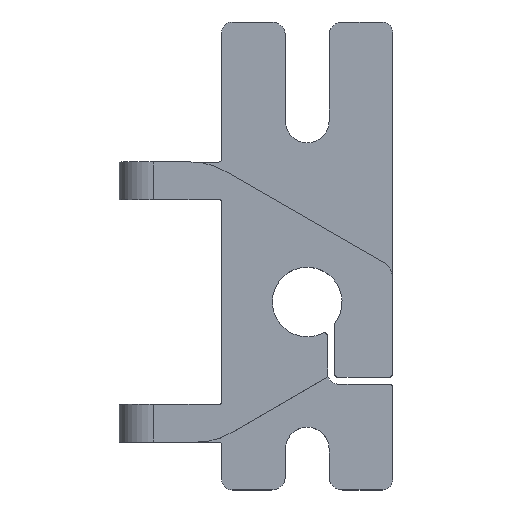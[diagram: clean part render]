
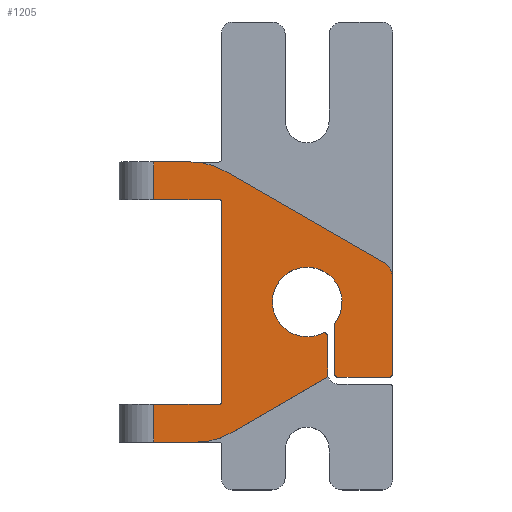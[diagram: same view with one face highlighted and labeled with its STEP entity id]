
A CAD part, top view. The second image highlights one B-rep face of the part: STEP entity #1205.
In plain terms, the highlighted planar face has unit normal (0, 0, 1).
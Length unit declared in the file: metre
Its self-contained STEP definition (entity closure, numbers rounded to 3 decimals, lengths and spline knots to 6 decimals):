
#23=CIRCLE('',#1252,0.0025);
#45=CIRCLE('',#1291,0.0005);
#47=CIRCLE('',#1294,0.0005);
#49=CIRCLE('',#1298,0.0005);
#61=CIRCLE('',#1319,0.01);
#67=CIRCLE('',#1329,0.0005);
#68=CIRCLE('',#1330,0.0005);
#69=CIRCLE('',#1331,0.0005);
#70=CIRCLE('',#1332,0.01);
#71=CIRCLE('',#1333,0.0005);
#72=CIRCLE('',#1334,0.0051);
#295=ORIENTED_EDGE('',*,*,#590,.F.);
#296=ORIENTED_EDGE('',*,*,#591,.F.);
#297=ORIENTED_EDGE('',*,*,#544,.T.);
#298=ORIENTED_EDGE('',*,*,#543,.F.);
#299=ORIENTED_EDGE('',*,*,#534,.T.);
#300=ORIENTED_EDGE('',*,*,#522,.F.);
#301=ORIENTED_EDGE('',*,*,#488,.T.);
#302=ORIENTED_EDGE('',*,*,#565,.F.);
#303=ORIENTED_EDGE('',*,*,#574,.F.);
#304=ORIENTED_EDGE('',*,*,#573,.F.);
#305=ORIENTED_EDGE('',*,*,#493,.T.);
#306=ORIENTED_EDGE('',*,*,#592,.F.);
#307=ORIENTED_EDGE('',*,*,#593,.F.);
#308=ORIENTED_EDGE('',*,*,#594,.F.);
#309=ORIENTED_EDGE('',*,*,#595,.F.);
#310=ORIENTED_EDGE('',*,*,#596,.F.);
#311=ORIENTED_EDGE('',*,*,#499,.T.);
#312=ORIENTED_EDGE('',*,*,#597,.F.);
#313=ORIENTED_EDGE('',*,*,#598,.F.);
#314=ORIENTED_EDGE('',*,*,#589,.F.);
#315=ORIENTED_EDGE('',*,*,#537,.T.);
#316=ORIENTED_EDGE('',*,*,#599,.F.);
#317=ORIENTED_EDGE('',*,*,#600,.F.);
#318=ORIENTED_EDGE('',*,*,#601,.F.);
#488=EDGE_CURVE('',#662,#663,#23,.T.);
#493=EDGE_CURVE('',#668,#667,#781,.T.);
#499=EDGE_CURVE('',#670,#673,#784,.T.);
#522=EDGE_CURVE('',#662,#687,#798,.T.);
#534=EDGE_CURVE('',#700,#687,#45,.T.);
#537=EDGE_CURVE('',#702,#703,#47,.T.);
#543=EDGE_CURVE('',#700,#706,#808,.T.);
#544=EDGE_CURVE('',#708,#706,#49,.T.);
#565=EDGE_CURVE('',#720,#663,#820,.T.);
#573=EDGE_CURVE('',#668,#724,#826,.T.);
#574=EDGE_CURVE('',#724,#720,#61,.T.);
#589=EDGE_CURVE('',#702,#734,#836,.T.);
#590=EDGE_CURVE('',#735,#736,#67,.T.);
#591=EDGE_CURVE('',#708,#735,#837,.T.);
#592=EDGE_CURVE('',#737,#667,#838,.T.);
#593=EDGE_CURVE('',#738,#737,#68,.T.);
#594=EDGE_CURVE('',#739,#738,#839,.T.);
#595=EDGE_CURVE('',#740,#739,#69,.T.);
#596=EDGE_CURVE('',#670,#740,#840,.T.);
#597=EDGE_CURVE('',#741,#673,#841,.T.);
#598=EDGE_CURVE('',#734,#741,#70,.T.);
#599=EDGE_CURVE('',#742,#703,#842,.T.);
#600=EDGE_CURVE('',#743,#742,#71,.T.);
#601=EDGE_CURVE('',#736,#743,#72,.T.);
#662=VERTEX_POINT('',#1794);
#663=VERTEX_POINT('',#1795);
#667=VERTEX_POINT('',#1804);
#668=VERTEX_POINT('',#1806);
#670=VERTEX_POINT('',#1812);
#673=VERTEX_POINT('',#1817);
#687=VERTEX_POINT('',#1859);
#700=VERTEX_POINT('',#1895);
#702=VERTEX_POINT('',#1901);
#703=VERTEX_POINT('',#1902);
#706=VERTEX_POINT('',#1910);
#708=VERTEX_POINT('',#1916);
#720=VERTEX_POINT('',#1953);
#724=VERTEX_POINT('',#1967);
#734=VERTEX_POINT('',#1998);
#735=VERTEX_POINT('',#2002);
#736=VERTEX_POINT('',#2003);
#737=VERTEX_POINT('',#2006);
#738=VERTEX_POINT('',#2008);
#739=VERTEX_POINT('',#2010);
#740=VERTEX_POINT('',#2012);
#741=VERTEX_POINT('',#2015);
#742=VERTEX_POINT('',#2018);
#743=VERTEX_POINT('',#2020);
#781=LINE('',#1805,#888);
#784=LINE('',#1818,#891);
#798=LINE('',#1863,#905);
#808=LINE('',#1913,#915);
#820=LINE('',#1954,#927);
#826=LINE('',#1969,#933);
#836=LINE('',#1999,#943);
#837=LINE('',#2004,#944);
#838=LINE('',#2005,#945);
#839=LINE('',#2009,#946);
#840=LINE('',#2013,#947);
#841=LINE('',#2014,#948);
#842=LINE('',#2017,#949);
#888=VECTOR('',#1419,1.);
#891=VECTOR('',#1430,1.);
#905=VECTOR('',#1476,1.);
#915=VECTOR('',#1528,1.);
#927=VECTOR('',#1572,1.);
#933=VECTOR('',#1588,1.);
#943=VECTOR('',#1618,1.);
#944=VECTOR('',#1623,1.);
#945=VECTOR('',#1624,1.);
#946=VECTOR('',#1627,1.);
#947=VECTOR('',#1630,1.);
#948=VECTOR('',#1631,1.);
#949=VECTOR('',#1634,1.);
#1022=EDGE_LOOP('',(#295,#296,#297,#298,#299,#300,#301,#302,#303,#304,#305,
#306,#307,#308,#309,#310,#311,#312,#313,#314,#315,#316,#317,#318));
#1102=FACE_BOUND('',#1022,.T.);
#1155=PLANE('',#1328);
#1205=ADVANCED_FACE('',(#1102),#1155,.F.);
#1252=AXIS2_PLACEMENT_3D('',#1793,#1409,#1410);
#1291=AXIS2_PLACEMENT_3D('',#1894,#1511,#1512);
#1294=AXIS2_PLACEMENT_3D('',#1900,#1518,#1519);
#1298=AXIS2_PLACEMENT_3D('',#1915,#1531,#1532);
#1319=AXIS2_PLACEMENT_3D('',#1971,#1591,#1592);
#1328=AXIS2_PLACEMENT_3D('',#2000,#1619,#1620);
#1329=AXIS2_PLACEMENT_3D('',#2001,#1621,#1622);
#1330=AXIS2_PLACEMENT_3D('',#2007,#1625,#1626);
#1331=AXIS2_PLACEMENT_3D('',#2011,#1628,#1629);
#1332=AXIS2_PLACEMENT_3D('',#2016,#1632,#1633);
#1333=AXIS2_PLACEMENT_3D('',#2019,#1635,#1636);
#1334=AXIS2_PLACEMENT_3D('',#2021,#1637,#1638);
#1409=DIRECTION('',(0.,0.,1.));
#1410=DIRECTION('',(0.866,0.5,0.));
#1419=DIRECTION('',(0.,-1.,0.));
#1430=DIRECTION('',(0.,-1.,0.));
#1476=DIRECTION('',(0.,-1.,0.));
#1511=DIRECTION('',(0.,0.,1.));
#1512=DIRECTION('',(0.707,-0.707,0.));
#1518=DIRECTION('',(0.,0.,1.));
#1519=DIRECTION('',(0.866,-0.5,0.));
#1528=DIRECTION('',(-1.,0.,0.));
#1531=DIRECTION('',(0.,0.,1.));
#1532=DIRECTION('',(-0.707,-0.707,0.));
#1572=DIRECTION('',(0.866,-0.5,0.));
#1588=DIRECTION('',(1.,0.,0.));
#1591=DIRECTION('',(0.,0.,-1.));
#1592=DIRECTION('',(0.259,0.966,0.));
#1618=DIRECTION('',(-0.866,-0.5,0.));
#1619=DIRECTION('',(0.,0.,-1.));
#1620=DIRECTION('',(-1.,0.,0.));
#1621=DIRECTION('',(0.,0.,-1.));
#1622=DIRECTION('',(-0.95,0.313,0.));
#1623=DIRECTION('',(0.,1.,0.));
#1624=DIRECTION('',(-1.,0.,0.));
#1625=DIRECTION('',(0.,0.,1.));
#1626=DIRECTION('',(0.707,0.707,0.));
#1627=DIRECTION('',(0.,1.,0.));
#1628=DIRECTION('',(0.,0.,1.));
#1629=DIRECTION('',(0.707,-0.707,0.));
#1630=DIRECTION('',(1.,0.,0.));
#1631=DIRECTION('',(-1.,0.,0.));
#1632=DIRECTION('',(0.,0.,-1.));
#1633=DIRECTION('',(0.259,-0.966,0.));
#1634=DIRECTION('',(0.,-1.,0.));
#1635=DIRECTION('',(0.,0.,-1.));
#1636=DIRECTION('',(0.526,0.85,0.));
#1637=DIRECTION('',(0.,0.,1.));
#1638=DIRECTION('',(-0.63,0.776,0.));
#1793=CARTESIAN_POINT('',(0.195,0.618557,-0.148));
#1794=CARTESIAN_POINT('',(0.1975,0.618557,-0.148));
#1795=CARTESIAN_POINT('',(0.19625,0.620722,-0.148));
#1804=CARTESIAN_POINT('',(0.1625,0.63,-0.148));
#1805=CARTESIAN_POINT('',(0.1625,0.5985,-0.148));
#1806=CARTESIAN_POINT('',(0.1625,0.6355,-0.148));
#1812=CARTESIAN_POINT('',(0.1625,0.6,-0.148));
#1817=CARTESIAN_POINT('',(0.1625,0.5945,-0.148));
#1818=CARTESIAN_POINT('',(0.1625,0.5985,-0.148));
#1859=CARTESIAN_POINT('',(0.1975,0.6045,-0.148));
#1863=CARTESIAN_POINT('',(0.1975,0.5875,-0.148));
#1894=CARTESIAN_POINT('',(0.197,0.6045,-0.148));
#1895=CARTESIAN_POINT('',(0.197,0.604,-0.148));
#1900=CARTESIAN_POINT('',(0.1875,0.604289,-0.148));
#1901=CARTESIAN_POINT('',(0.18775,0.603856,-0.148));
#1902=CARTESIAN_POINT('',(0.188,0.604289,-0.148));
#1910=CARTESIAN_POINT('',(0.1895,0.604,-0.148));
#1913=CARTESIAN_POINT('',(0.188,0.604,-0.148));
#1915=CARTESIAN_POINT('',(0.1895,0.6045,-0.148));
#1916=CARTESIAN_POINT('',(0.189,0.6045,-0.148));
#1953=CARTESIAN_POINT('',(0.172974,0.63416,-0.148));
#1954=CARTESIAN_POINT('',(0.1975,0.62,-0.148));
#1967=CARTESIAN_POINT('',(0.167974,0.6355,-0.148));
#1969=CARTESIAN_POINT('',(0.166067,0.6355,-0.148));
#1971=CARTESIAN_POINT('',(0.167974,0.6255,-0.148));
#1998=CARTESIAN_POINT('',(0.173866,0.59584,-0.148));
#1999=CARTESIAN_POINT('',(0.178474,0.5985,-0.148));
#2000=CARTESIAN_POINT('',(0.175135,0.61457,-0.148));
#2001=CARTESIAN_POINT('',(0.1895,0.611667,-0.148));
#2002=CARTESIAN_POINT('',(0.189,0.611667,-0.148));
#2003=CARTESIAN_POINT('',(0.189098,0.611964,-0.148));
#2004=CARTESIAN_POINT('',(0.189,0.609285,-0.148));
#2005=CARTESIAN_POINT('',(0.173817,0.63,-0.148));
#2006=CARTESIAN_POINT('',(0.172,0.63,-0.148));
#2007=CARTESIAN_POINT('',(0.172,0.6295,-0.148));
#2008=CARTESIAN_POINT('',(0.1725,0.6295,-0.148));
#2009=CARTESIAN_POINT('',(0.1725,0.626,-0.148));
#2010=CARTESIAN_POINT('',(0.1725,0.6005,-0.148));
#2011=CARTESIAN_POINT('',(0.172,0.6005,-0.148));
#2012=CARTESIAN_POINT('',(0.172,0.6,-0.148));
#2013=CARTESIAN_POINT('',(0.166067,0.6,-0.148));
#2014=CARTESIAN_POINT('',(0.176804,0.5945,-0.148));
#2015=CARTESIAN_POINT('',(0.168866,0.5945,-0.148));
#2016=CARTESIAN_POINT('',(0.168866,0.6045,-0.148));
#2017=CARTESIAN_POINT('',(0.188,0.612661,-0.148));
#2018=CARTESIAN_POINT('',(0.188,0.609989,-0.148));
#2019=CARTESIAN_POINT('',(0.1875,0.609989,-0.148));
#2020=CARTESIAN_POINT('',(0.187277,0.610436,-0.148));
#2021=CARTESIAN_POINT('',(0.185,0.615,-0.148));
